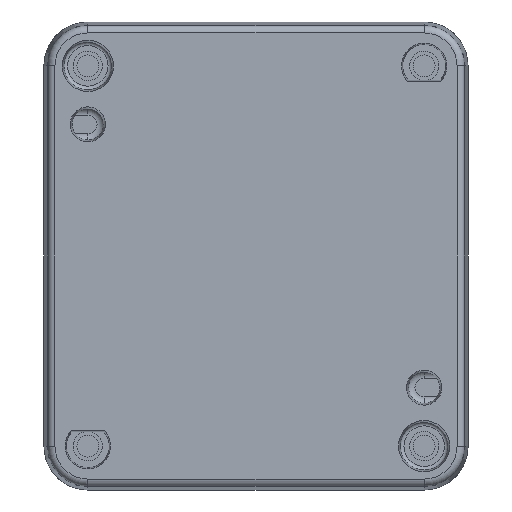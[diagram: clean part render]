
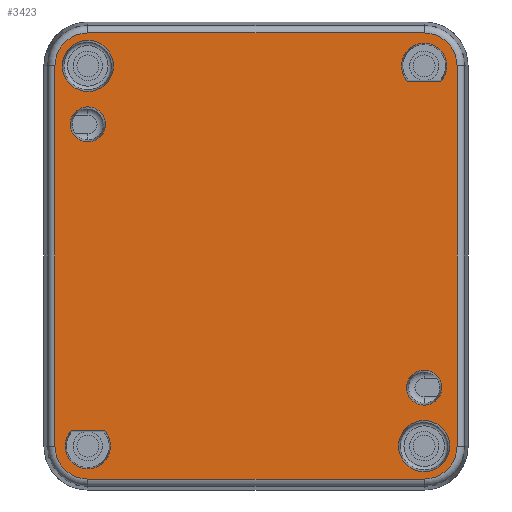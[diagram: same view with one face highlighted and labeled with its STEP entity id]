
A CAD part, front view. The second image highlights one B-rep face of the part: STEP entity #3423.
In plain terms, the highlighted planar face has unit normal (0, -1, 0).
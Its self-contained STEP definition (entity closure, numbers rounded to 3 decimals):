
#1601 = EDGE_CURVE( '', #4292, #4293, #4294, .T. );
#1923 = EDGE_CURVE( '', #4855, #4856, #4857, .T. );
#1951 = EDGE_CURVE( '', #4900, #4901, #4902, .T. );
#2159 = EDGE_CURVE( '', #4974, #5224, #5225, .T. );
#2165 = EDGE_CURVE( '', #4901, #4974, #5235, .T. );
#2469 = EDGE_CURVE( '', #5699, #5699, #5700, .T. );
#2491 = EDGE_CURVE( '', #5733, #4292, #5734, .T. );
#2577 = EDGE_CURVE( '', #4995, #4900, #5853, .T. );
#2607 = EDGE_CURVE( '', #5571, #5897, #5898, .T. );
#2677 = EDGE_CURVE( '', #5995, #5995, #5996, .T. );
#2901 = EDGE_CURVE( '', #5224, #5733, #6295, .T. );
#3309 = EDGE_CURVE( '', #4855, #4856, #6831, .T. );
#3423 = ADVANCED_FACE( '', ( #6972, #6973, #6974, #6975, #6976, #6977, #6978 ), #6979, .F. );
#3493 = EDGE_CURVE( '', #7069, #7069, #7070, .T. );
#3761 = EDGE_CURVE( '', #4293, #4995, #7404, .T. );
#3897 = EDGE_CURVE( '', #7564, #7564, #7565, .T. );
#3991 = EDGE_CURVE( '', #5571, #5897, #7683, .T. );
#4292 = VERTEX_POINT( '', #8006 );
#4293 = VERTEX_POINT( '', #8007 );
#4294 = LINE( '', #8008, #8009 );
#4855 = VERTEX_POINT( '', #8941 );
#4856 = VERTEX_POINT( '', #8942 );
#4857 = CIRCLE( '', #8943, 3.1 );
#4900 = VERTEX_POINT( '', #9027 );
#4901 = VERTEX_POINT( '', #9028 );
#4902 = CIRCLE( '', #9029, 4.497 );
#4974 = VERTEX_POINT( '', #9143 );
#4995 = VERTEX_POINT( '', #9174 );
#5224 = VERTEX_POINT( '', #9524 );
#5225 = CIRCLE( '', #9525, 4.497 );
#5235 = LINE( '', #9537, #9538 );
#5571 = VERTEX_POINT( '', #10252 );
#5699 = VERTEX_POINT( '', #10502 );
#5700 = CIRCLE( '', #10503, 2.4 );
#5733 = VERTEX_POINT( '', #10542 );
#5734 = CIRCLE( '', #10543, 4.497 );
#5853 = LINE( '', #10834, #10835 );
#5897 = VERTEX_POINT( '', #10891 );
#5898 = LINE( '', #10892, #10893 );
#5995 = VERTEX_POINT( '', #11110 );
#5996 = CIRCLE( '', #11111, 3.5 );
#6295 = LINE( '', #11686, #11687 );
#6831 = LINE( '', #12785, #12786 );
#6972 = FACE_OUTER_BOUND( '', #13044, .T. );
#6973 = FACE_BOUND( '', #13045, .T. );
#6974 = FACE_BOUND( '', #13046, .T. );
#6975 = FACE_BOUND( '', #13047, .T. );
#6976 = FACE_BOUND( '', #13048, .T. );
#6977 = FACE_BOUND( '', #13049, .T. );
#6978 = FACE_BOUND( '', #13050, .T. );
#6979 = PLANE( '', #13051 );
#7069 = VERTEX_POINT( '', #13183 );
#7070 = CIRCLE( '', #13184, 3.5 );
#7404 = CIRCLE( '', #13799, 4.497 );
#7564 = VERTEX_POINT( '', #14134 );
#7565 = CIRCLE( '', #14135, 2.4 );
#7683 = CIRCLE( '', #14378, 3.1 );
#8006 = CARTESIAN_POINT( '', ( -27.497, 0., 26. ) );
#8007 = CARTESIAN_POINT( '', ( -27.497, 0., -26. ) );
#8008 = CARTESIAN_POINT( '', ( -27.497, 0., 26. ) );
#8009 = VECTOR( '', #14820, 1000. );
#8941 = CARTESIAN_POINT( '', ( -25.28, 0., -23.9 ) );
#8942 = CARTESIAN_POINT( '', ( -20.72, 0., -23.9 ) );
#8943 = AXIS2_PLACEMENT_3D( '', #15415, #15416, #15417 );
#9027 = CARTESIAN_POINT( '', ( 23., 0., -30.497 ) );
#9028 = CARTESIAN_POINT( '', ( 27.497, 0., -26. ) );
#9029 = AXIS2_PLACEMENT_3D( '', #15468, #15469, #15470 );
#9143 = CARTESIAN_POINT( '', ( 27.497, 0., 26. ) );
#9174 = CARTESIAN_POINT( '', ( -23., 0., -30.497 ) );
#9524 = CARTESIAN_POINT( '', ( 23., 0., 30.497 ) );
#9525 = AXIS2_PLACEMENT_3D( '', #15873, #15874, #15875 );
#9537 = CARTESIAN_POINT( '', ( 27.497, 0., -26. ) );
#9538 = VECTOR( '', #15885, 1000. );
#10252 = CARTESIAN_POINT( '', ( 25.28, 0., 23.9 ) );
#10502 = CARTESIAN_POINT( '', ( 23., 0., -20.4 ) );
#10503 = AXIS2_PLACEMENT_3D( '', #16594, #16595, #16596 );
#10542 = CARTESIAN_POINT( '', ( -23., 0., 30.497 ) );
#10543 = AXIS2_PLACEMENT_3D( '', #16655, #16656, #16657 );
#10834 = CARTESIAN_POINT( '', ( -23., 0., -30.497 ) );
#10835 = VECTOR( '', #16783, 1000. );
#10891 = CARTESIAN_POINT( '', ( 20.72, 0., 23.9 ) );
#10892 = CARTESIAN_POINT( '', ( 25.28, 0., 23.9 ) );
#10893 = VECTOR( '', #16847, 1000. );
#11110 = CARTESIAN_POINT( '', ( -23., 0., 22.5 ) );
#11111 = AXIS2_PLACEMENT_3D( '', #16983, #16984, #16985 );
#11686 = CARTESIAN_POINT( '', ( 23., 0., 30.497 ) );
#11687 = VECTOR( '', #17372, 1000. );
#12785 = CARTESIAN_POINT( '', ( -25.28, 0., -23.9 ) );
#12786 = VECTOR( '', #18146, 1000. );
#13044 = EDGE_LOOP( '', ( #18348, #18349, #18350, #18351, #18352, #18353, #18354, #18355 ) );
#13045 = EDGE_LOOP( '', ( #18356 ) );
#13046 = EDGE_LOOP( '', ( #18357 ) );
#13047 = EDGE_LOOP( '', ( #18358 ) );
#13048 = EDGE_LOOP( '', ( #18359, #18360 ) );
#13049 = EDGE_LOOP( '', ( #18361, #18362 ) );
#13050 = EDGE_LOOP( '', ( #18363 ) );
#13051 = AXIS2_PLACEMENT_3D( '', #18364, #18365, #18366 );
#13183 = CARTESIAN_POINT( '', ( 23., 0., -22.5 ) );
#13184 = AXIS2_PLACEMENT_3D( '', #18512, #18513, #18514 );
#13799 = AXIS2_PLACEMENT_3D( '', #19021, #19022, #19023 );
#14134 = CARTESIAN_POINT( '', ( -23., 0., 20.4 ) );
#14135 = AXIS2_PLACEMENT_3D( '', #19241, #19242, #19243 );
#14378 = AXIS2_PLACEMENT_3D( '', #19447, #19448, #19449 );
#14820 = DIRECTION( '', ( 0., 0., -1. ) );
#15415 = CARTESIAN_POINT( '', ( -23., 0., -26. ) );
#15416 = DIRECTION( '', ( 0., -1., 0. ) );
#15417 = DIRECTION( '', ( -0.736, 0., 0.677 ) );
#15468 = CARTESIAN_POINT( '', ( 23., 0., -26. ) );
#15469 = DIRECTION( '', ( 0., -1., 0. ) );
#15470 = DIRECTION( '', ( 0., 0., -1. ) );
#15873 = CARTESIAN_POINT( '', ( 23., 0., 26. ) );
#15874 = DIRECTION( '', ( 0., -1., 0. ) );
#15875 = DIRECTION( '', ( 1., 0., 0. ) );
#15885 = DIRECTION( '', ( 0., 0., 1. ) );
#16594 = CARTESIAN_POINT( '', ( 23., 0., -18. ) );
#16595 = DIRECTION( '', ( 0., -1., 0. ) );
#16596 = DIRECTION( '', ( 0., 0., -1. ) );
#16655 = CARTESIAN_POINT( '', ( -23., 0., 26. ) );
#16656 = DIRECTION( '', ( 0., -1., 0. ) );
#16657 = DIRECTION( '', ( 0., 0., 1. ) );
#16783 = DIRECTION( '', ( 1., 0., 0. ) );
#16847 = DIRECTION( '', ( -1., 0., 0. ) );
#16983 = CARTESIAN_POINT( '', ( -23., 0., 26. ) );
#16984 = DIRECTION( '', ( 0., -1., 0. ) );
#16985 = DIRECTION( '', ( 0., 0., -1. ) );
#17372 = DIRECTION( '', ( -1., 0., 0. ) );
#18146 = DIRECTION( '', ( 1., 0., 0. ) );
#18348 = ORIENTED_EDGE( '', *, *, #1601, .T. );
#18349 = ORIENTED_EDGE( '', *, *, #3761, .T. );
#18350 = ORIENTED_EDGE( '', *, *, #2577, .T. );
#18351 = ORIENTED_EDGE( '', *, *, #1951, .T. );
#18352 = ORIENTED_EDGE( '', *, *, #2165, .T. );
#18353 = ORIENTED_EDGE( '', *, *, #2159, .T. );
#18354 = ORIENTED_EDGE( '', *, *, #2901, .T. );
#18355 = ORIENTED_EDGE( '', *, *, #2491, .T. );
#18356 = ORIENTED_EDGE( '', *, *, #2469, .F. );
#18357 = ORIENTED_EDGE( '', *, *, #2677, .F. );
#18358 = ORIENTED_EDGE( '', *, *, #3493, .F. );
#18359 = ORIENTED_EDGE( '', *, *, #1923, .F. );
#18360 = ORIENTED_EDGE( '', *, *, #3309, .T. );
#18361 = ORIENTED_EDGE( '', *, *, #3991, .F. );
#18362 = ORIENTED_EDGE( '', *, *, #2607, .T. );
#18363 = ORIENTED_EDGE( '', *, *, #3897, .F. );
#18364 = CARTESIAN_POINT( '', ( 0., 0., 0. ) );
#18365 = DIRECTION( '', ( 0., 1., 0. ) );
#18366 = DIRECTION( '', ( 1., 0., 0. ) );
#18512 = CARTESIAN_POINT( '', ( 23., 0., -26. ) );
#18513 = DIRECTION( '', ( 0., -1., 0. ) );
#18514 = DIRECTION( '', ( 0., 0., 1. ) );
#19021 = CARTESIAN_POINT( '', ( -23., 0., -26. ) );
#19022 = DIRECTION( '', ( 0., -1., 0. ) );
#19023 = DIRECTION( '', ( -1., 0., 0. ) );
#19241 = CARTESIAN_POINT( '', ( -23., 0., 18. ) );
#19242 = DIRECTION( '', ( 0., -1., 0. ) );
#19243 = DIRECTION( '', ( 0., 0., 1. ) );
#19447 = CARTESIAN_POINT( '', ( 23., 0., 26. ) );
#19448 = DIRECTION( '', ( 0., -1., 0. ) );
#19449 = DIRECTION( '', ( 0.736, 0., -0.677 ) );
